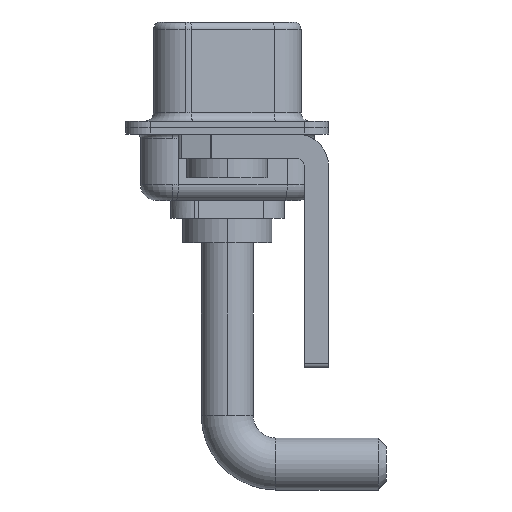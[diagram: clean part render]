
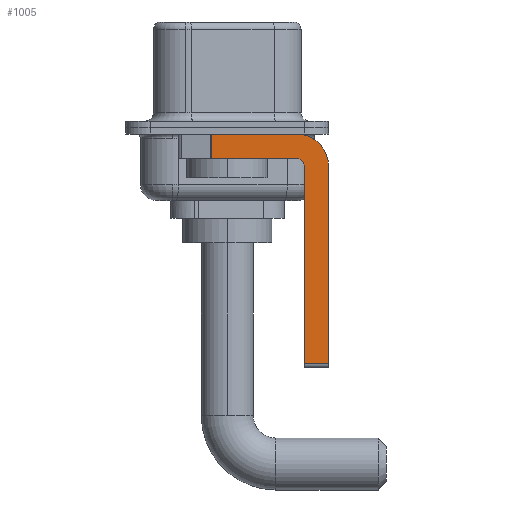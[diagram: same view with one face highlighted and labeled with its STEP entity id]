
A CAD part, left-side view. The second image highlights one B-rep face of the part: STEP entity #1005.
In plain terms, the highlighted planar face has unit normal (-1, 0, 0).
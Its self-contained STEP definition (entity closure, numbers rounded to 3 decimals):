
#131 = ORIENTED_EDGE ( 'NONE', *, *, #5459, .F. ) ;
#271 = CARTESIAN_POINT ( 'NONE',  ( -2.9, -4.25, -1.9 ) ) ;
#308 = DIRECTION ( 'NONE',  ( 0., 1., 0. ) ) ;
#322 = DIRECTION ( 'NONE',  ( 0., 0., 1. ) ) ;
#685 = CARTESIAN_POINT ( 'NONE',  ( -2.9, -6.25, -2.4 ) ) ;
#1005 = ADVANCED_FACE ( 'NONE', ( #13131 ), #13291, .F. ) ;
#1729 = LINE ( 'NONE', #7559, #2017 ) ;
#1828 = CARTESIAN_POINT ( 'NONE',  ( -2.9, -4.25, -2.4 ) ) ;
#1914 = CARTESIAN_POINT ( 'NONE',  ( -2.9, -6.25, -14.55 ) ) ;
#2017 = VECTOR ( 'NONE', #6620, 1000. ) ;
#2508 = VECTOR ( 'NONE', #308, 1000. ) ;
#2630 = CARTESIAN_POINT ( 'NONE',  ( -2.9, 0.978, -0.4 ) ) ;
#2686 = DIRECTION ( 'NONE',  ( 1., 0., 0. ) ) ;
#2810 = CARTESIAN_POINT ( 'NONE',  ( -2.9, 0.978, -1.9 ) ) ;
#3025 = ORIENTED_EDGE ( 'NONE', *, *, #13092, .T. ) ;
#3495 = EDGE_LOOP ( 'NONE', ( #11878, #3025, #131, #5609, #6386, #11644, #9269, #8378 ) ) ;
#3560 = VERTEX_POINT ( 'NONE', #10449 ) ;
#4768 = LINE ( 'NONE', #13214, #11642 ) ;
#4814 = LINE ( 'NONE', #13263, #14664 ) ;
#5146 = EDGE_CURVE ( 'NONE', #14852, #12681, #10053, .T. ) ;
#5180 = LINE ( 'NONE', #12067, #10700 ) ;
#5355 = DIRECTION ( 'NONE',  ( -1., 0., 0. ) ) ;
#5459 = EDGE_CURVE ( 'NONE', #10864, #7430, #9744, .T. ) ;
#5609 = ORIENTED_EDGE ( 'NONE', *, *, #10008, .F. ) ;
#5928 = DIRECTION ( 'NONE',  ( 0., -1., 0. ) ) ;
#6169 = DIRECTION ( 'NONE',  ( 0., 0., -1. ) ) ;
#6386 = ORIENTED_EDGE ( 'NONE', *, *, #7395, .F. ) ;
#6471 = CIRCLE ( 'NONE', #10410, 0.5 ) ;
#6620 = DIRECTION ( 'NONE',  ( 0., -1., 0. ) ) ;
#6721 = DIRECTION ( 'NONE',  ( 1., 0., 0. ) ) ;
#7395 = EDGE_CURVE ( 'NONE', #3560, #13921, #4814, .T. ) ;
#7430 = VERTEX_POINT ( 'NONE', #2810 ) ;
#7450 = DIRECTION ( 'NONE',  ( 0., 0., 1. ) ) ;
#7511 = CARTESIAN_POINT ( 'NONE',  ( -2.9, -4.25, -1.9 ) ) ;
#7559 = CARTESIAN_POINT ( 'NONE',  ( -2.9, -4.25, -14.55 ) ) ;
#7586 = DIRECTION ( 'NONE',  ( 0., 0., -1. ) ) ;
#7874 = DIRECTION ( 'NONE',  ( 0., 0., -1. ) ) ;
#8008 = CARTESIAN_POINT ( 'NONE',  ( -2.9, -4.75, -2.4 ) ) ;
#8378 = ORIENTED_EDGE ( 'NONE', *, *, #13251, .F. ) ;
#9208 = DIRECTION ( 'NONE',  ( 0., 0., -1. ) ) ;
#9269 = ORIENTED_EDGE ( 'NONE', *, *, #5146, .F. ) ;
#9397 = VECTOR ( 'NONE', #9208, 1000. ) ;
#9744 = LINE ( 'NONE', #7511, #2508 ) ;
#9954 = CIRCLE ( 'NONE', #13685, 2. ) ;
#10008 = EDGE_CURVE ( 'NONE', #13921, #10864, #6471, .T. ) ;
#10053 = LINE ( 'NONE', #685, #9397 ) ;
#10343 = VERTEX_POINT ( 'NONE', #2630 ) ;
#10410 = AXIS2_PLACEMENT_3D ( 'NONE', #11228, #5355, #7450 ) ;
#10449 = CARTESIAN_POINT ( 'NONE',  ( -2.9, -4.75, -14.55 ) ) ;
#10700 = VECTOR ( 'NONE', #7586, 1000. ) ;
#10780 = EDGE_CURVE ( 'NONE', #10343, #13898, #4768, .T. ) ;
#10864 = VERTEX_POINT ( 'NONE', #271 ) ;
#11228 = CARTESIAN_POINT ( 'NONE',  ( -2.9, -4.25, -2.4 ) ) ;
#11642 = VECTOR ( 'NONE', #5928, 1000. ) ;
#11644 = ORIENTED_EDGE ( 'NONE', *, *, #12253, .T. ) ;
#11811 = AXIS2_PLACEMENT_3D ( 'NONE', #12044, #2686, #6169 ) ;
#11878 = ORIENTED_EDGE ( 'NONE', *, *, #10780, .F. ) ;
#12044 = CARTESIAN_POINT ( 'NONE',  ( -2.9, -4.25, -2.4 ) ) ;
#12067 = CARTESIAN_POINT ( 'NONE',  ( -2.9, 0.978, -1.9 ) ) ;
#12253 = EDGE_CURVE ( 'NONE', #3560, #12681, #1729, .T. ) ;
#12630 = CARTESIAN_POINT ( 'NONE',  ( -2.9, -6.25, -2.4 ) ) ;
#12681 = VERTEX_POINT ( 'NONE', #1914 ) ;
#13092 = EDGE_CURVE ( 'NONE', #10343, #7430, #5180, .T. ) ;
#13131 = FACE_OUTER_BOUND ( 'NONE', #3495, .T. ) ;
#13214 = CARTESIAN_POINT ( 'NONE',  ( -2.9, 3., -0.4 ) ) ;
#13251 = EDGE_CURVE ( 'NONE', #13898, #14852, #9954, .T. ) ;
#13263 = CARTESIAN_POINT ( 'NONE',  ( -2.9, -4.75, -14.8 ) ) ;
#13291 = PLANE ( 'NONE',  #11811 ) ;
#13685 = AXIS2_PLACEMENT_3D ( 'NONE', #1828, #6721, #7874 ) ;
#13898 = VERTEX_POINT ( 'NONE', #13988 ) ;
#13921 = VERTEX_POINT ( 'NONE', #8008 ) ;
#13988 = CARTESIAN_POINT ( 'NONE',  ( -2.9, -4.25, -0.4 ) ) ;
#14664 = VECTOR ( 'NONE', #322, 1000. ) ;
#14852 = VERTEX_POINT ( 'NONE', #12630 ) ;
